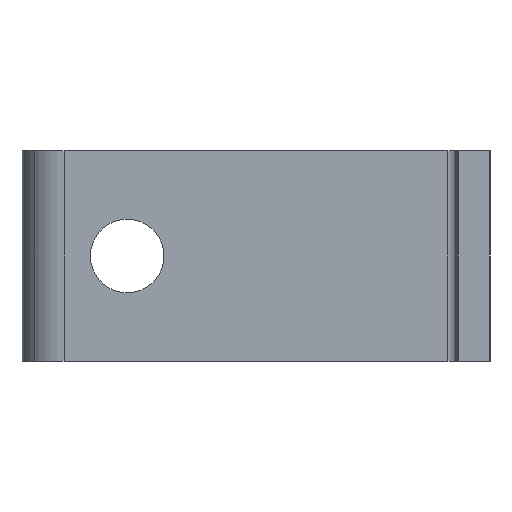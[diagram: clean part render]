
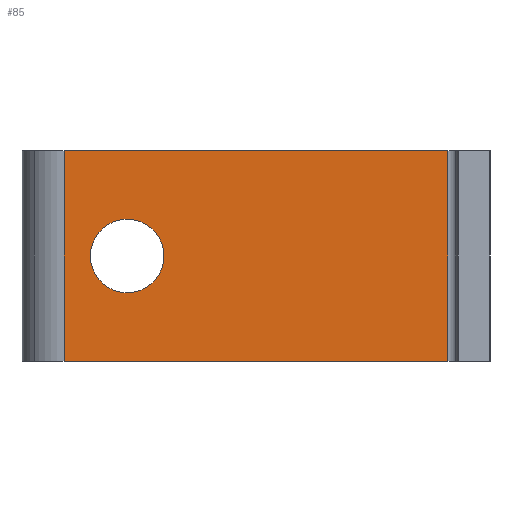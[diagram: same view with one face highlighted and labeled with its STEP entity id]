
A CAD part, left-side view. The second image highlights one B-rep face of the part: STEP entity #85.
In plain terms, the highlighted planar face has unit normal (-1, 0, 0).
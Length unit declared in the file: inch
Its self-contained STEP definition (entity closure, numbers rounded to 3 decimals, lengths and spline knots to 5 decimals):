
#85=ADVANCED_FACE('',(#172,#173),#174,.T.);
#172=FACE_BOUND('',#257,.T.);
#173=FACE_OUTER_BOUND('',#258,.T.);
#174=PLANE('',#259);
#257=EDGE_LOOP('',(#450,#451));
#258=EDGE_LOOP('',(#452,#453,#454,#455));
#259=AXIS2_PLACEMENT_3D('',#456,#457,#458);
#450=ORIENTED_EDGE('',*,*,#553,.T.);
#451=ORIENTED_EDGE('',*,*,#591,.T.);
#452=ORIENTED_EDGE('',*,*,#592,.F.);
#453=ORIENTED_EDGE('',*,*,#570,.T.);
#454=ORIENTED_EDGE('',*,*,#543,.F.);
#455=ORIENTED_EDGE('',*,*,#525,.T.);
#456=CARTESIAN_POINT('',(-1.06299,-3.0315,-0.7874));
#457=DIRECTION('',(-1.0,0.,0.0));
#458=DIRECTION('',(0.0,0.0,1.0));
#525=EDGE_CURVE('',#630,#628,#631,.T.);
#543=EDGE_CURVE('',#630,#660,#661,.T.);
#553=EDGE_CURVE('',#676,#674,#677,.T.);
#570=EDGE_CURVE('',#699,#660,#700,.T.);
#591=EDGE_CURVE('',#674,#676,#726,.T.);
#592=EDGE_CURVE('',#699,#628,#727,.T.);
#628=VERTEX_POINT('',#770);
#630=VERTEX_POINT('',#772);
#631=LINE('',#773,#774);
#660=VERTEX_POINT('',#811);
#661=LINE('',#812,#813);
#674=VERTEX_POINT('',#829);
#676=VERTEX_POINT('',#832);
#677=CIRCLE('',#833,0.27559);
#699=VERTEX_POINT('',#864);
#700=LINE('',#865,#866);
#726=CIRCLE('',#898,0.27559);
#727=LINE('',#899,#900);
#770=CARTESIAN_POINT('',(-1.06299,-0.07874,0.7874));
#772=CARTESIAN_POINT('',(-1.06299,-2.95276,0.7874));
#773=CARTESIAN_POINT('',(-1.06299,0.23622,0.7874));
#774=VECTOR('',#936,0.3937);
#811=CARTESIAN_POINT('',(-1.06299,-2.95276,-0.7874));
#812=CARTESIAN_POINT('',(-1.06299,-2.95276,-0.7874));
#813=VECTOR('',#963,0.3937);
#829=CARTESIAN_POINT('',(-1.06299,-0.55118,-0.27559));
#832=CARTESIAN_POINT('',(-1.06299,-0.55118,0.27559));
#833=AXIS2_PLACEMENT_3D('',#977,#978,#979);
#864=CARTESIAN_POINT('',(-1.06299,-0.07874,-0.7874));
#865=CARTESIAN_POINT('',(-1.06299,0.23622,-0.7874));
#866=VECTOR('',#995,0.3937);
#898=AXIS2_PLACEMENT_3D('',#1023,#1024,#1025);
#899=CARTESIAN_POINT('',(-1.06299,-0.07874,-0.7874));
#900=VECTOR('',#1026,0.3937);
#936=DIRECTION('',(0.,1.0,0.0));
#963=DIRECTION('',(0.0,0.0,-1.0));
#977=CARTESIAN_POINT('',(-1.06299,-0.55118,0.0));
#978=DIRECTION('',(1.0,0.,0.0));
#979=DIRECTION('',(0.0,0.0,-1.0));
#995=DIRECTION('',(0.,-1.0,0.0));
#1023=CARTESIAN_POINT('',(-1.06299,-0.55118,0.0));
#1024=DIRECTION('',(1.0,0.,0.0));
#1025=DIRECTION('',(0.0,0.0,-1.0));
#1026=DIRECTION('',(0.0,0.0,1.0));
